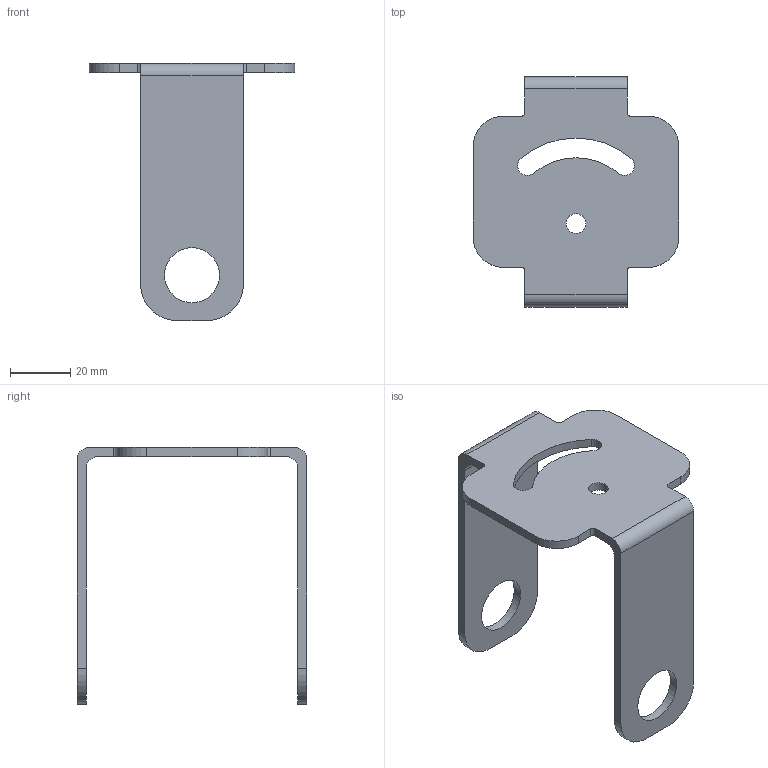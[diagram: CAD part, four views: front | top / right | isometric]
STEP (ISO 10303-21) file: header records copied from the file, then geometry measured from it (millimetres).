
FILE_DESCRIPTION((''),'2;1');
FILE_NAME('PRT0001_SW0001','2012-03-29T',('dhelisch'),(''),'PRO/ENGINEER BY PARAMETRIC TECHNOLOGY CORPORATION, 2007250','PRO/ENGINEER BY PARAMETRIC TECHNOLOGY CORPORATION, 2007250','');
FILE_SCHEMA(('CONFIG_CONTROL_DESIGN'));
Length unit declared in the file: millimetre
Products named in the file (1): PRT0001_SW0001
Bounding box: 68 x 76 x 85 mm (x, y, z)
Surface area: 19846.8 mm2 (no closed solid volume)
Topology: 0 solids, 1 shells, 44 faces, 297 edges, 426 vertices
Faces by surface type: cylinder 26, plane 18
Entity records: 3287 total; most frequent: DIRECTION 439, CARTESIAN_POINT 426, ORIENTED_EDGE 252, VECTOR 245, LINE 245, PRESENTATION_STYLE_ASSIGNMENT 216, STYLED_ITEM 216, CURVE_STYLE 172
